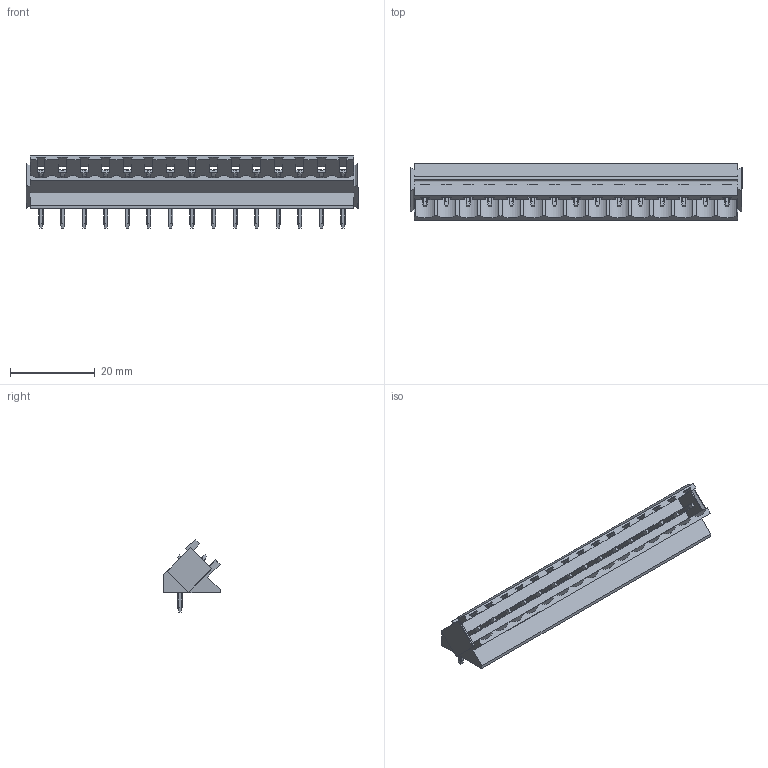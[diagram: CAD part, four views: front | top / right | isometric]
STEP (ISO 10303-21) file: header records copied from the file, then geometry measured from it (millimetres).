
FILE_DESCRIPTION(('CATIA V5 STEP Exchange','CAx-IF Rec.Pracs.--- Model Styling and Organization---1.4--- 2014-01-23'),'2;1');
FILE_NAME ('D1490388_0_1606120000_1606120000.stp','2021-06-21T09:34:06+00:00',('none'),('Weidmueller'),'CATIA Version 5-6 Release 2016 SP3 HF44','CATIA V5 STEP AP214','none');
FILE_SCHEMA(('AUTOMOTIVE_DESIGN { 1 0 10303 214 1 1 1 1 }'));
Length unit declared in the file: millimetre
Products named in the file (1): 1606120000
Bounding box: 78.2 x 13.3 x 16.97 mm (x, y, z)
Volume: 4774.5 mm3; surface area: 6475.1 mm2
Topology: 16 solids, 16 shells, 781 faces, 2265 edges, 1486 vertices
Faces by surface type: plane 524, cylinder 257
Entity records: 28901 total; most frequent: CARTESIAN_POINT 8651, ORIENTED_EDGE 4530, DIRECTION 3213, EDGE_CURVE 2265, VECTOR 1751, LINE 1751, VERTEX_POINT 1486, EDGE_LOOP 811
